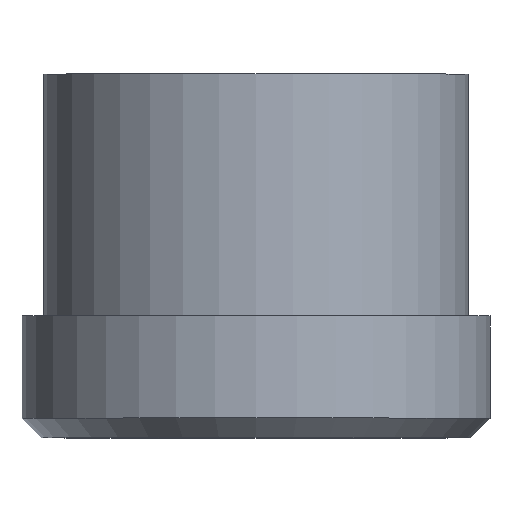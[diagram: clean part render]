
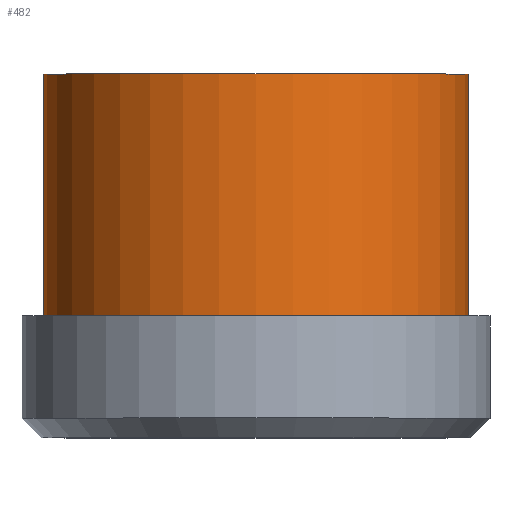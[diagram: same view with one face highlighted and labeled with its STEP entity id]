
A CAD part, top view. The second image highlights one B-rep face of the part: STEP entity #482.
In plain terms, the highlighted cylindrical face has radius 5.524 mm (diameter 11.049 mm), a partial arc.
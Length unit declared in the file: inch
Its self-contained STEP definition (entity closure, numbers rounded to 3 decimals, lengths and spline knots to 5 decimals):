
#215=CARTESIAN_POINT('',(0.,0.125,0.));
#216=DIRECTION('',(0.,1.,0.));
#217=DIRECTION('',(-1.,0.,0.));
#218=AXIS2_PLACEMENT_3D('',#215,#216,#217);
#223=DIRECTION('',(0.,1.,0.));
#224=VECTOR('',#223,0.248);
#225=CARTESIAN_POINT('',(0.2175,0.125,0.));
#226=LINE('',#225,#224);
#230=DIRECTION('',(0.,1.,0.));
#231=VECTOR('',#230,0.248);
#232=CARTESIAN_POINT('',(-0.2175,0.125,0.));
#233=LINE('',#232,#231);
#245=CARTESIAN_POINT('',(0.,0.373,0.));
#246=DIRECTION('',(0.,1.,0.));
#247=DIRECTION('',(-1.,0.,0.));
#248=AXIS2_PLACEMENT_3D('',#245,#246,#247);
#333=CARTESIAN_POINT('',(0.2175,0.373,0.));
#334=CARTESIAN_POINT('',(-0.2175,0.373,0.));
#335=VERTEX_POINT('',#333);
#336=VERTEX_POINT('',#334);
#341=CARTESIAN_POINT('',(0.2175,0.125,0.));
#342=CARTESIAN_POINT('',(-0.2175,0.125,0.));
#343=VERTEX_POINT('',#341);
#344=VERTEX_POINT('',#342);
#470=CARTESIAN_POINT('',(0.,0.,0.));
#471=DIRECTION('',(0.,1.,0.));
#472=DIRECTION('',(1.,0.,0.));
#473=AXIS2_PLACEMENT_3D('',#470,#471,#472);
#474=CYLINDRICAL_SURFACE('',#473,0.2175);
#475=ORIENTED_EDGE('',*,*,#450,.F.);
#476=ORIENTED_EDGE('',*,*,#465,.T.);
#478=ORIENTED_EDGE('',*,*,#477,.T.);
#479=ORIENTED_EDGE('',*,*,#461,.F.);
#480=EDGE_LOOP('',(#475,#476,#478,#479));
#481=FACE_OUTER_BOUND('',#480,.F.);
#482=ADVANCED_FACE('',(#481),#474,.T.);
#219=CIRCLE('',#218,0.2175);
#249=CIRCLE('',#248,0.2175);
#450=EDGE_CURVE('',#344,#343,#219,.T.);
#461=EDGE_CURVE('',#343,#335,#226,.T.);
#465=EDGE_CURVE('',#344,#336,#233,.T.);
#477=EDGE_CURVE('',#336,#335,#249,.T.);
